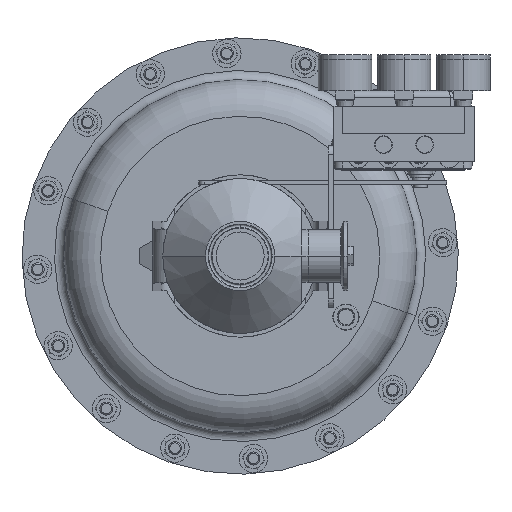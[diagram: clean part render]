
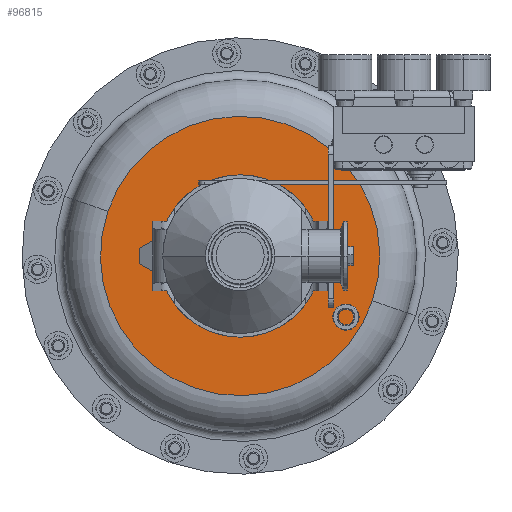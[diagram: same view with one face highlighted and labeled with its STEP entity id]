
A CAD part, front view. The second image highlights one B-rep face of the part: STEP entity #96815.
In plain terms, the highlighted planar face has unit normal (0, -1, 0).
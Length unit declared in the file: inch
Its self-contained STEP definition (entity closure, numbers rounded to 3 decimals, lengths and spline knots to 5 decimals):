
#10523 = VERTEX_POINT ( 'NONE', #34546 ) ;
#15215 = EDGE_CURVE ( 'NONE', #10523, #33587, #30545, .T. ) ;
#25814 = CIRCLE ( 'NONE', #100320, 4. ) ;
#27255 = ORIENTED_EDGE ( 'NONE', *, *, #15215, .F. ) ;
#28214 = DIRECTION ( 'NONE',  ( 0., 1., 0. ) ) ;
#30545 = CIRCLE ( 'NONE', #100120, 4. ) ;
#33587 = VERTEX_POINT ( 'NONE', #78805 ) ;
#34546 = CARTESIAN_POINT ( 'NONE',  ( -3.78772, 9.66, 1.28576 ) ) ;
#36270 = DIRECTION ( 'NONE',  ( 0.947, 0., -0.321 ) ) ;
#40971 = CARTESIAN_POINT ( 'NONE',  ( -1.28576, 9.66, -3.78772 ) ) ;
#41651 = DIRECTION ( 'NONE',  ( -0.947, 0., 0.321 ) ) ;
#48980 = PLANE ( 'NONE',  #71514 ) ;
#60032 = CARTESIAN_POINT ( 'NONE',  ( 0., 9.66, 0. ) ) ;
#69125 = FACE_OUTER_BOUND ( 'NONE', #69616, .T. ) ;
#69616 = EDGE_LOOP ( 'NONE', ( #83915, #27255 ) ) ;
#71514 = AXIS2_PLACEMENT_3D ( 'NONE', #40971, #96776, #41651 ) ;
#75993 = DIRECTION ( 'NONE',  ( 0.947, 0., -0.321 ) ) ;
#78805 = CARTESIAN_POINT ( 'NONE',  ( 3.78772, 9.66, -1.28576 ) ) ;
#82670 = CARTESIAN_POINT ( 'NONE',  ( 0., 9.66, 0. ) ) ;
#83915 = ORIENTED_EDGE ( 'NONE', *, *, #93760, .F. ) ;
#91372 = DIRECTION ( 'NONE',  ( 0., 1., 0. ) ) ;
#93760 = EDGE_CURVE ( 'NONE', #33587, #10523, #25814, .T. ) ;
#96776 = DIRECTION ( 'NONE',  ( 0., -1., 0. ) ) ;
#96815 = ADVANCED_FACE ( 'NONE', ( #69125 ), #48980, .T. ) ;
#100120 = AXIS2_PLACEMENT_3D ( 'NONE', #82670, #91372, #75993 ) ;
#100320 = AXIS2_PLACEMENT_3D ( 'NONE', #60032, #28214, #36270 ) ;
